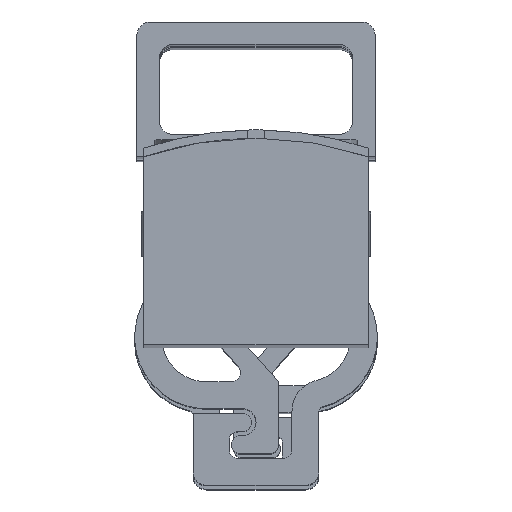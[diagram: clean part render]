
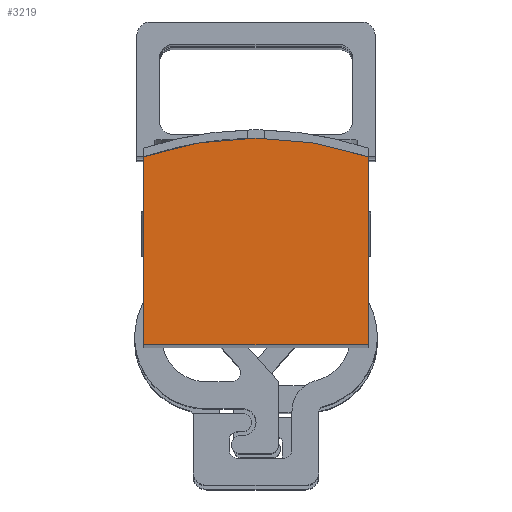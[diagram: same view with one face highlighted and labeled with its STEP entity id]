
A CAD part, top view. The second image highlights one B-rep face of the part: STEP entity #3219.
In plain terms, the highlighted planar face has unit normal (0, 0, 1).
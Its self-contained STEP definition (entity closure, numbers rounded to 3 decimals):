
#97=CIRCLE('',#3385,7.7);
#292=ORIENTED_EDGE('',*,*,#1004,.T.);
#293=ORIENTED_EDGE('',*,*,#1040,.T.);
#294=ORIENTED_EDGE('',*,*,#1044,.T.);
#295=ORIENTED_EDGE('',*,*,#1054,.T.);
#1004=EDGE_CURVE('',#1395,#1394,#97,.T.);
#1040=EDGE_CURVE('',#1394,#1423,#1670,.T.);
#1044=EDGE_CURVE('',#1423,#1425,#1674,.T.);
#1054=EDGE_CURVE('',#1425,#1395,#1684,.T.);
#1394=VERTEX_POINT('',#4512);
#1395=VERTEX_POINT('',#4514);
#1423=VERTEX_POINT('',#4587);
#1425=VERTEX_POINT('',#4594);
#1670=LINE('',#4588,#1944);
#1674=LINE('',#4595,#1948);
#1684=LINE('',#4612,#1958);
#1944=VECTOR('',#3741,1000.);
#1948=VECTOR('',#3747,1000.);
#1958=VECTOR('',#3759,1000.);
#2195=EDGE_LOOP('',(#292,#293,#294,#295));
#2373=FACE_BOUND('',#2195,.T.);
#2547=PLANE('',#3405);
#3219=ADVANCED_FACE('',(#2373),#2547,.T.);
#3385=AXIS2_PLACEMENT_3D('',#4513,#3682,#3683);
#3405=AXIS2_PLACEMENT_3D('',#4614,#3761,#3762);
#3682=DIRECTION('',(0.,0.,1.));
#3683=DIRECTION('',(1.,0.,0.));
#3741=DIRECTION('',(0.,-1.,0.));
#3747=DIRECTION('',(1.,0.,0.));
#3759=DIRECTION('',(0.,1.,0.));
#3761=DIRECTION('',(0.,0.,1.));
#3762=DIRECTION('',(1.,0.,0.));
#4512=CARTESIAN_POINT('',(-2.5,2.083,36.5));
#4513=CARTESIAN_POINT('',(0.,-5.2,36.5));
#4514=CARTESIAN_POINT('',(2.5,2.083,36.5));
#4587=CARTESIAN_POINT('',(-2.5,-2.1,36.5));
#4588=CARTESIAN_POINT('',(-2.5,2.083,36.5));
#4594=CARTESIAN_POINT('',(2.5,-2.1,36.5));
#4595=CARTESIAN_POINT('',(-2.5,-2.1,36.5));
#4612=CARTESIAN_POINT('',(2.5,-2.1,36.5));
#4614=CARTESIAN_POINT('',(0.,-5.2,36.5));
